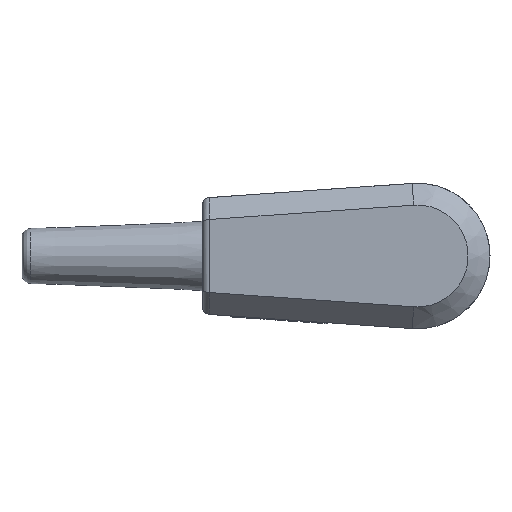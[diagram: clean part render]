
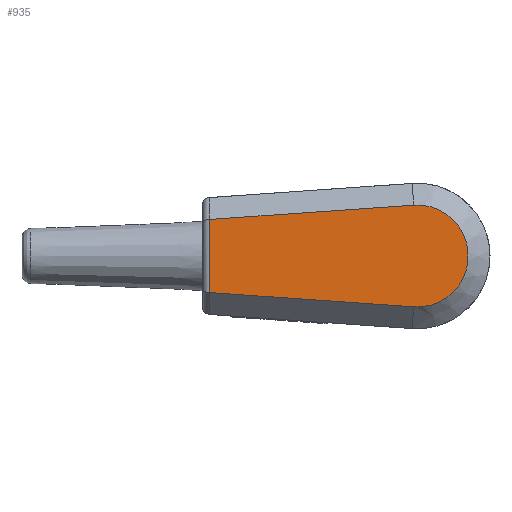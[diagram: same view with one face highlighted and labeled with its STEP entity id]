
A CAD part, left-side view. The second image highlights one B-rep face of the part: STEP entity #935.
In plain terms, the highlighted planar face has unit normal (-1, 0, 0).
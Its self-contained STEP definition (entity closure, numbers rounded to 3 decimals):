
#652=CIRCLE('',#5096,7.);
#935=ADVANCED_FACE('4-0-6',(#1354),#1156,.T.);
#1156=PLANE('',#5097);
#1354=FACE_OUTER_BOUND('',#1590,.T.);
#1590=EDGE_LOOP('',(#2361,#2362,#2363,#2364));
#2361=ORIENTED_EDGE('',*,*,#3800,.T.);
#2362=ORIENTED_EDGE('',*,*,#3801,.T.);
#2363=ORIENTED_EDGE('',*,*,#3802,.T.);
#2364=ORIENTED_EDGE('',*,*,#3803,.T.);
#3266=VERTEX_POINT('',#7399);
#3267=VERTEX_POINT('',#7400);
#3268=VERTEX_POINT('',#7402);
#3269=VERTEX_POINT('',#7404);
#3800=EDGE_CURVE('',#3266,#3267,#4335,.T.);
#3801=EDGE_CURVE('',#3267,#3268,#4336,.T.);
#3802=EDGE_CURVE('',#3268,#3269,#652,.T.);
#3803=EDGE_CURVE('',#3269,#3266,#4337,.T.);
#4335=LINE('',#7398,#4755);
#4336=LINE('',#7401,#4756);
#4337=LINE('',#7405,#4757);
#4755=VECTOR('',#5956,1.);
#4756=VECTOR('',#5957,1.);
#4757=VECTOR('',#5960,1.);
#5096=AXIS2_PLACEMENT_3D('',#7403,#5958,#5959);
#5097=AXIS2_PLACEMENT_3D('',#7406,#5961,#5962);
#5956=DIRECTION('',(0.,0.,-1.));
#5957=DIRECTION('',(0.,-0.998,-0.07));
#5958=DIRECTION('',(-1.,0.,0.));
#5959=DIRECTION('',(0.,0.07,-0.998));
#5960=DIRECTION('',(0.,0.998,-0.07));
#5961=DIRECTION('',(-1.,0.,0.));
#5962=DIRECTION('',(0.,0.,-1.));
#7398=CARTESIAN_POINT('',(-7.6,28.561,4.917));
#7399=CARTESIAN_POINT('',(-7.6,28.561,4.917));
#7400=CARTESIAN_POINT('',(-7.6,28.561,-5.131));
#7401=CARTESIAN_POINT('',(-7.6,28.561,-5.131));
#7402=CARTESIAN_POINT('',(-7.6,0.549,-7.09));
#7403=CARTESIAN_POINT('',(-7.6,0.061,-0.107));
#7404=CARTESIAN_POINT('',(-7.6,0.549,6.876));
#7405=CARTESIAN_POINT('',(-7.6,0.549,6.876));
#7406=CARTESIAN_POINT('',(-7.6,31.536,7.746));
